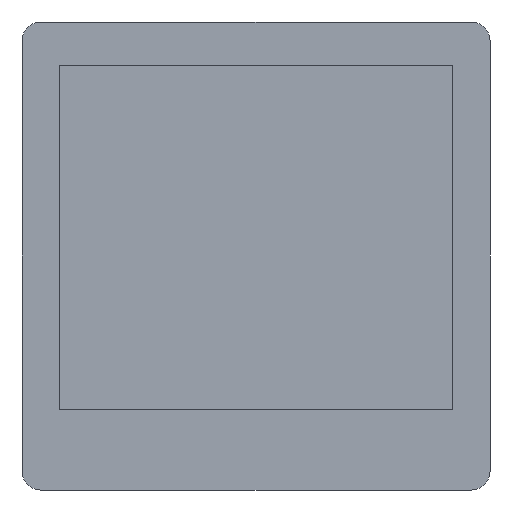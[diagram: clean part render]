
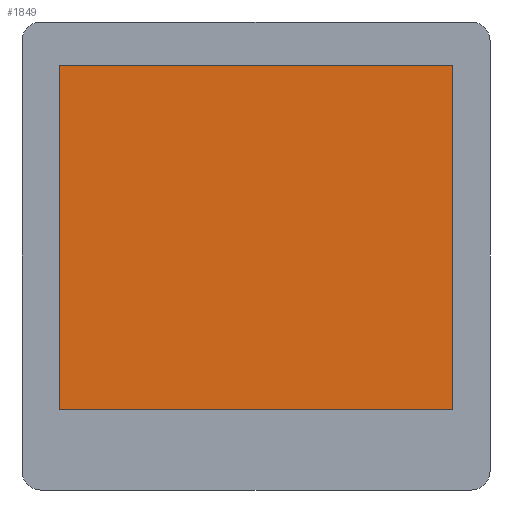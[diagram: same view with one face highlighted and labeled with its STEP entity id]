
A CAD part, front view. The second image highlights one B-rep face of the part: STEP entity #1849.
In plain terms, the highlighted planar face has unit normal (0, -1, 0).
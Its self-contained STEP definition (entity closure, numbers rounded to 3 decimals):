
#94=LINE('',#2650,#224);
#96=LINE('',#2654,#226);
#98=LINE('',#2658,#228);
#99=LINE('',#2660,#229);
#224=VECTOR('',#2210,1000.);
#226=VECTOR('',#2214,1000.);
#228=VECTOR('',#2218,1000.);
#229=VECTOR('',#2221,1000.);
#431=ORIENTED_EDGE('',*,*,#777,.F.);
#432=ORIENTED_EDGE('',*,*,#782,.F.);
#433=ORIENTED_EDGE('',*,*,#781,.F.);
#434=ORIENTED_EDGE('',*,*,#779,.F.);
#777=EDGE_CURVE('',#960,#959,#94,.T.);
#779=EDGE_CURVE('',#959,#961,#96,.T.);
#781=EDGE_CURVE('',#961,#962,#98,.T.);
#782=EDGE_CURVE('',#962,#960,#99,.T.);
#959=VERTEX_POINT('',#2647);
#960=VERTEX_POINT('',#2649);
#961=VERTEX_POINT('',#2653);
#962=VERTEX_POINT('',#2657);
#1095=EDGE_LOOP('',(#431,#432,#433,#434));
#1183=FACE_BOUND('',#1095,.T.);
#1256=PLANE('',#1970);
#1849=ADVANCED_FACE('',(#1183),#1256,.F.);
#1970=AXIS2_PLACEMENT_3D('',#2661,#2222,#2223);
#2210=DIRECTION('',(-1.,0.,0.));
#2214=DIRECTION('',(0.,0.,1.));
#2218=DIRECTION('',(1.,0.,0.));
#2221=DIRECTION('',(0.,0.,-1.));
#2222=DIRECTION('',(0.,1.,0.));
#2223=DIRECTION('',(0.,0.,1.));
#2647=CARTESIAN_POINT('',(-36.5,-22.,-28.5));
#2649=CARTESIAN_POINT('',(36.5,-22.,-28.5));
#2650=CARTESIAN_POINT('',(36.5,-22.,-28.5));
#2653=CARTESIAN_POINT('',(-36.5,-22.,35.5));
#2654=CARTESIAN_POINT('',(-36.5,-22.,-28.5));
#2657=CARTESIAN_POINT('',(36.5,-22.,35.5));
#2658=CARTESIAN_POINT('',(-36.5,-22.,35.5));
#2660=CARTESIAN_POINT('',(36.5,-22.,35.5));
#2661=CARTESIAN_POINT('',(0.,-22.,0.));
